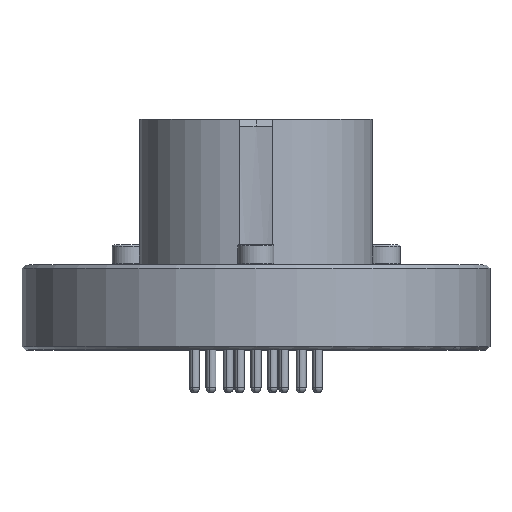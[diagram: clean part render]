
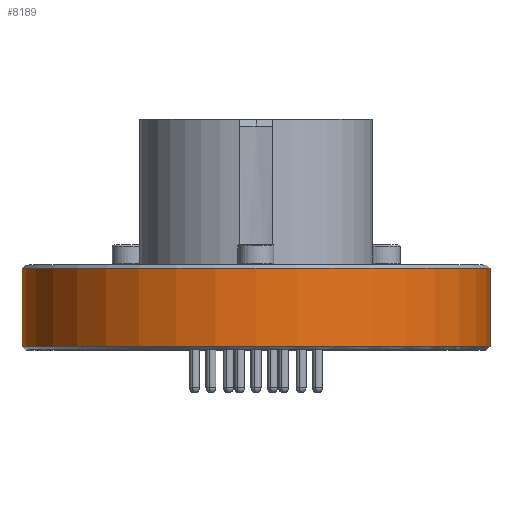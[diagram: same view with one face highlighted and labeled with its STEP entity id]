
A CAD part, top view. The second image highlights one B-rep face of the part: STEP entity #8189.
In plain terms, the highlighted cylindrical face has radius 35 mm (diameter 70 mm), a partial arc.
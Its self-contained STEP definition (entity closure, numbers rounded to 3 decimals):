
#491 = CIRCLE ( 'NONE', #2050, 35. ) ;
#1143 = CARTESIAN_POINT ( 'NONE',  ( 30.311, 0.5, 17.5 ) ) ;
#1555 = FACE_OUTER_BOUND ( 'NONE', #6934, .T. ) ;
#1859 = CARTESIAN_POINT ( 'NONE',  ( 35., 1.2, 0. ) ) ;
#1872 = CARTESIAN_POINT ( 'NONE',  ( 0., 1.2, 0. ) ) ;
#2050 = AXIS2_PLACEMENT_3D ( 'NONE', #3340, #9320, #4180 ) ;
#2117 = ORIENTED_EDGE ( 'NONE', *, *, #5060, .T. ) ;
#2495 = CARTESIAN_POINT ( 'NONE',  ( -35., 1.2, 0. ) ) ;
#2773 = DIRECTION ( 'NONE',  ( 1., 0., 0. ) ) ;
#3068 = VECTOR ( 'NONE', #11065, 1000. ) ;
#3340 = CARTESIAN_POINT ( 'NONE',  ( 0., 0.5, 0. ) ) ;
#3512 = LINE ( 'NONE', #1859, #10054 ) ;
#3643 = CARTESIAN_POINT ( 'NONE',  ( 0., 12.2, 0. ) ) ;
#4180 = DIRECTION ( 'NONE',  ( 1., 0., 0. ) ) ;
#4305 = CARTESIAN_POINT ( 'NONE',  ( 35., 0.5, 0. ) ) ;
#4469 = CARTESIAN_POINT ( 'NONE',  ( -35., 0.5, 0. ) ) ;
#4487 = DIRECTION ( 'NONE',  ( -1., 0., 0. ) ) ;
#4591 = CARTESIAN_POINT ( 'NONE',  ( 0., 0.5, 0. ) ) ;
#5060 = EDGE_CURVE ( 'NONE', #9589, #6095, #491, .T. ) ;
#5247 = EDGE_CURVE ( 'NONE', #10865, #10964, #6491, .T. ) ;
#5352 = LINE ( 'NONE', #2495, #3068 ) ;
#5459 = DIRECTION ( 'NONE',  ( 1., 0., 0. ) ) ;
#5613 = ORIENTED_EDGE ( 'NONE', *, *, #5247, .T. ) ;
#5928 = CARTESIAN_POINT ( 'NONE',  ( 35., 12.2, 0. ) ) ;
#6095 = VERTEX_POINT ( 'NONE', #1143 ) ;
#6491 = CIRCLE ( 'NONE', #6962, 35. ) ;
#6934 = EDGE_LOOP ( 'NONE', ( #5613, #10226, #2117, #9024, #10056 ) ) ;
#6962 = AXIS2_PLACEMENT_3D ( 'NONE', #3643, #9629, #4487 ) ;
#7313 = EDGE_CURVE ( 'NONE', #6095, #9195, #10975, .T. ) ;
#8155 = AXIS2_PLACEMENT_3D ( 'NONE', #1872, #9577, #2773 ) ;
#8189 = ADVANCED_FACE ( 'NONE', ( #1555 ), #9607, .T. ) ;
#8632 = CARTESIAN_POINT ( 'NONE',  ( -35., 12.2, 0. ) ) ;
#8660 = DIRECTION ( 'NONE',  ( 0., -1., 0. ) ) ;
#9024 = ORIENTED_EDGE ( 'NONE', *, *, #7313, .T. ) ;
#9195 = VERTEX_POINT ( 'NONE', #4305 ) ;
#9320 = DIRECTION ( 'NONE',  ( 0., 1., 0. ) ) ;
#9548 = EDGE_CURVE ( 'NONE', #10865, #9195, #3512, .T. ) ;
#9577 = DIRECTION ( 'NONE',  ( 0., -1., 0. ) ) ;
#9589 = VERTEX_POINT ( 'NONE', #4469 ) ;
#9607 = CYLINDRICAL_SURFACE ( 'NONE', #8155, 35. ) ;
#9629 = DIRECTION ( 'NONE',  ( 0., -1., 0. ) ) ;
#10018 = AXIS2_PLACEMENT_3D ( 'NONE', #4591, #10597, #5459 ) ;
#10054 = VECTOR ( 'NONE', #8660, 1000. ) ;
#10056 = ORIENTED_EDGE ( 'NONE', *, *, #9548, .F. ) ;
#10226 = ORIENTED_EDGE ( 'NONE', *, *, #10391, .T. ) ;
#10391 = EDGE_CURVE ( 'NONE', #10964, #9589, #5352, .T. ) ;
#10597 = DIRECTION ( 'NONE',  ( 0., 1., 0. ) ) ;
#10865 = VERTEX_POINT ( 'NONE', #5928 ) ;
#10964 = VERTEX_POINT ( 'NONE', #8632 ) ;
#10975 = CIRCLE ( 'NONE', #10018, 35. ) ;
#11065 = DIRECTION ( 'NONE',  ( 0., -1., 0. ) ) ;
